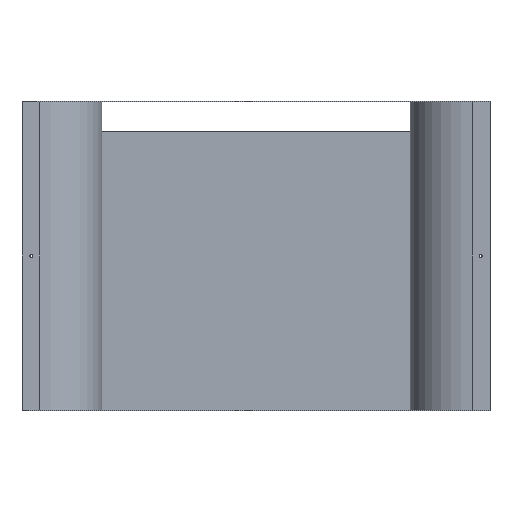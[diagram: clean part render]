
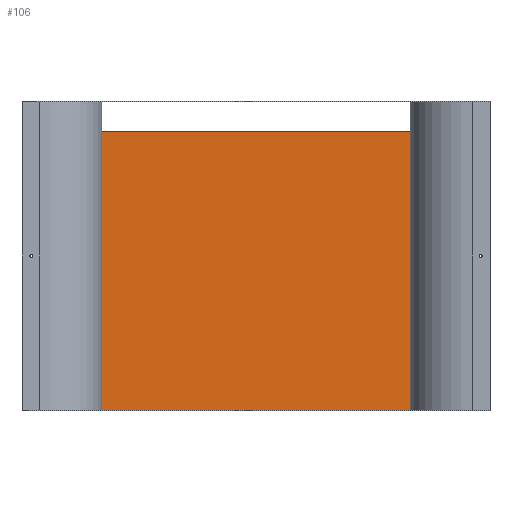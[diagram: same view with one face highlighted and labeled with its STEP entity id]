
A CAD part, front view. The second image highlights one B-rep face of the part: STEP entity #106.
In plain terms, the highlighted planar face has unit normal (0, -1, 0).
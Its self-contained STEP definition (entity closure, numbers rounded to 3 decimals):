
#19 = DIRECTION ( 'NONE',  ( -1., 0., 0. ) ) ;
#50 = CARTESIAN_POINT ( 'NONE',  ( 250., 168., -499. ) ) ;
#106 = ADVANCED_FACE ( 'NONE', ( #1559 ), #1694, .T. ) ;
#136 = AXIS2_PLACEMENT_3D ( 'NONE', #1704, #1692, #1691 ) ;
#186 = EDGE_CURVE ( 'NONE', #536, #1518, #1647, .T. ) ;
#290 = EDGE_CURVE ( 'NONE', #1518, #805, #1157, .T. ) ;
#300 = EDGE_CURVE ( 'NONE', #805, #807, #1176, .T. ) ;
#395 = EDGE_CURVE ( 'NONE', #536, #807, #1040, .T. ) ;
#536 = VERTEX_POINT ( 'NONE', #588 ) ;
#588 = CARTESIAN_POINT ( 'NONE',  ( 250., 168., -499. ) ) ;
#594 = DIRECTION ( 'NONE',  ( 0., 0., 1. ) ) ;
#607 = CARTESIAN_POINT ( 'NONE',  ( 250., 168., -500. ) ) ;
#706 = ORIENTED_EDGE ( 'NONE', *, *, #186, .F. ) ;
#708 = ORIENTED_EDGE ( 'NONE', *, *, #290, .F. ) ;
#714 = ORIENTED_EDGE ( 'NONE', *, *, #300, .F. ) ;
#715 = ORIENTED_EDGE ( 'NONE', *, *, #395, .T. ) ;
#805 = VERTEX_POINT ( 'NONE', #1379 ) ;
#807 = VERTEX_POINT ( 'NONE', #1381 ) ;
#887 = EDGE_LOOP ( 'NONE', ( #708, #706, #715, #714 ) ) ;
#1040 = LINE ( 'NONE', #607, #1042 ) ;
#1042 = VECTOR ( 'NONE', #594, 1000. ) ;
#1157 = LINE ( 'NONE', #1319, #1161 ) ;
#1161 = VECTOR ( 'NONE', #1328, 1000. ) ;
#1176 = LINE ( 'NONE', #1325, #1181 ) ;
#1181 = VECTOR ( 'NONE', #1315, 1000. ) ;
#1315 = DIRECTION ( 'NONE',  ( 1., 0., 0. ) ) ;
#1319 = CARTESIAN_POINT ( 'NONE',  ( -250., 168., -500. ) ) ;
#1325 = CARTESIAN_POINT ( 'NONE',  ( 251., 168., -48. ) ) ;
#1328 = DIRECTION ( 'NONE',  ( 0., 0., 1. ) ) ;
#1379 = CARTESIAN_POINT ( 'NONE',  ( -250., 168., -48. ) ) ;
#1381 = CARTESIAN_POINT ( 'NONE',  ( 250., 168., -48. ) ) ;
#1434 = CARTESIAN_POINT ( 'NONE',  ( -250., 168., -499. ) ) ;
#1518 = VERTEX_POINT ( 'NONE', #1434 ) ;
#1559 = FACE_OUTER_BOUND ( 'NONE', #887, .T. ) ;
#1647 = LINE ( 'NONE', #50, #1649 ) ;
#1649 = VECTOR ( 'NONE', #19, 1000. ) ;
#1691 = DIRECTION ( 'NONE',  ( 1., 0., 0. ) ) ;
#1692 = DIRECTION ( 'NONE',  ( 0., -1., 0. ) ) ;
#1694 = PLANE ( 'NONE',  #136 ) ;
#1704 = CARTESIAN_POINT ( 'NONE',  ( 0., 168., 0. ) ) ;
